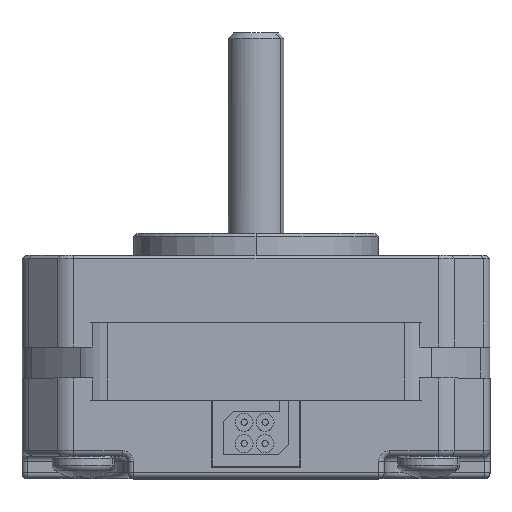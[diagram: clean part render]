
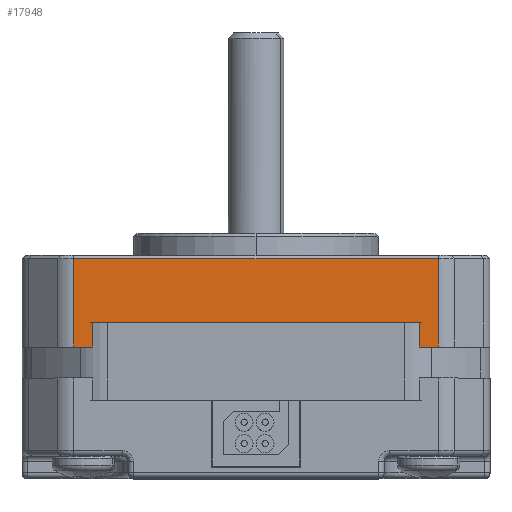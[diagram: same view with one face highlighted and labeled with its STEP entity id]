
A CAD part, top view. The second image highlights one B-rep face of the part: STEP entity #17948.
In plain terms, the highlighted planar face has unit normal (0, 0, 1).
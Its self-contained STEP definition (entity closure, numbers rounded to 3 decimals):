
#182 = ORIENTED_EDGE ( 'NONE', *, *, #13217, .T. ) ;
#318 = CARTESIAN_POINT ( 'NONE',  ( -14.641, 11.78, 21. ) ) ;
#479 = EDGE_CURVE ( 'NONE', #19368, #4911, #6571, .T. ) ;
#521 = DIRECTION ( 'NONE',  ( 0., 1., 0. ) ) ;
#546 = EDGE_CURVE ( 'NONE', #715, #7145, #13783, .T. ) ;
#613 = ORIENTED_EDGE ( 'NONE', *, *, #10660, .T. ) ;
#715 = VERTEX_POINT ( 'NONE', #18637 ) ;
#780 = VECTOR ( 'NONE', #20293, 1000. ) ;
#928 = CARTESIAN_POINT ( 'NONE',  ( 0., 20., 21. ) ) ;
#1524 = CARTESIAN_POINT ( 'NONE',  ( 14.641, 14., 21. ) ) ;
#1774 = CARTESIAN_POINT ( 'NONE',  ( 0., 14., 21. ) ) ;
#1835 = CARTESIAN_POINT ( 'NONE',  ( 16.372, 11.78, 21. ) ) ;
#2652 = LINE ( 'NONE', #1774, #12129 ) ;
#2700 = DIRECTION ( 'NONE',  ( -1., 0., 0. ) ) ;
#3233 = ORIENTED_EDGE ( 'NONE', *, *, #546, .F. ) ;
#3422 = CARTESIAN_POINT ( 'NONE',  ( -16.372, 19.7, 21. ) ) ;
#3948 = ORIENTED_EDGE ( 'NONE', *, *, #479, .T. ) ;
#4072 = CARTESIAN_POINT ( 'NONE',  ( 0., 11.78, 21. ) ) ;
#4076 = CARTESIAN_POINT ( 'NONE',  ( 16.372, 19.7, 21. ) ) ;
#4241 = CARTESIAN_POINT ( 'NONE',  ( -16.372, 20., 21. ) ) ;
#4911 = VERTEX_POINT ( 'NONE', #19906 ) ;
#5783 = VERTEX_POINT ( 'NONE', #1835 ) ;
#6571 = LINE ( 'NONE', #7360, #16034 ) ;
#7064 = DIRECTION ( 'NONE',  ( -1., 0., 0. ) ) ;
#7145 = VERTEX_POINT ( 'NONE', #1524 ) ;
#7348 = EDGE_CURVE ( 'NONE', #5783, #11780, #10441, .T. ) ;
#7360 = CARTESIAN_POINT ( 'NONE',  ( -14.641, 11.78, 21. ) ) ;
#7661 = ORIENTED_EDGE ( 'NONE', *, *, #16382, .T. ) ;
#8490 = VECTOR ( 'NONE', #16567, 1000. ) ;
#9065 = VECTOR ( 'NONE', #20921, 1000. ) ;
#9704 = CARTESIAN_POINT ( 'NONE',  ( 0., 11.78, 21. ) ) ;
#9850 = AXIS2_PLACEMENT_3D ( 'NONE', #928, #13355, #2700 ) ;
#10441 = LINE ( 'NONE', #12933, #15181 ) ;
#10546 = VECTOR ( 'NONE', #16728, 1000. ) ;
#10624 = ORIENTED_EDGE ( 'NONE', *, *, #14624, .T. ) ;
#10660 = EDGE_CURVE ( 'NONE', #20643, #15102, #15294, .T. ) ;
#11780 = VERTEX_POINT ( 'NONE', #4076 ) ;
#11896 = EDGE_LOOP ( 'NONE', ( #19067, #10624, #613, #7661, #3948, #17021, #3233, #182 ) ) ;
#12129 = VECTOR ( 'NONE', #19389, 1000. ) ;
#12933 = CARTESIAN_POINT ( 'NONE',  ( 16.372, 20., 21. ) ) ;
#13052 = EDGE_CURVE ( 'NONE', #4911, #7145, #2652, .T. ) ;
#13197 = LINE ( 'NONE', #4072, #8490 ) ;
#13217 = EDGE_CURVE ( 'NONE', #715, #5783, #13197, .T. ) ;
#13355 = DIRECTION ( 'NONE',  ( 0., 0., -1. ) ) ;
#13613 = VECTOR ( 'NONE', #7064, 1000. ) ;
#13783 = LINE ( 'NONE', #17884, #9065 ) ;
#14624 = EDGE_CURVE ( 'NONE', #11780, #20643, #18338, .T. ) ;
#15102 = VERTEX_POINT ( 'NONE', #22426 ) ;
#15181 = VECTOR ( 'NONE', #521, 1000. ) ;
#15294 = LINE ( 'NONE', #4241, #10546 ) ;
#16034 = VECTOR ( 'NONE', #17969, 1000. ) ;
#16382 = EDGE_CURVE ( 'NONE', #15102, #19368, #19105, .T. ) ;
#16567 = DIRECTION ( 'NONE',  ( 1., 0., 0. ) ) ;
#16728 = DIRECTION ( 'NONE',  ( 0., -1., 0. ) ) ;
#16801 = PLANE ( 'NONE',  #9850 ) ;
#17021 = ORIENTED_EDGE ( 'NONE', *, *, #13052, .T. ) ;
#17884 = CARTESIAN_POINT ( 'NONE',  ( 14.641, 11.78, 21. ) ) ;
#17948 = ADVANCED_FACE ( 'NONE', ( #18432 ), #16801, .F. ) ;
#17969 = DIRECTION ( 'NONE',  ( 0., 1., 0. ) ) ;
#18338 = LINE ( 'NONE', #3422, #13613 ) ;
#18432 = FACE_OUTER_BOUND ( 'NONE', #11896, .T. ) ;
#18637 = CARTESIAN_POINT ( 'NONE',  ( 14.641, 11.78, 21. ) ) ;
#19067 = ORIENTED_EDGE ( 'NONE', *, *, #7348, .T. ) ;
#19105 = LINE ( 'NONE', #9704, #780 ) ;
#19368 = VERTEX_POINT ( 'NONE', #318 ) ;
#19389 = DIRECTION ( 'NONE',  ( 1., 0., 0. ) ) ;
#19577 = CARTESIAN_POINT ( 'NONE',  ( -16.372, 19.7, 21. ) ) ;
#19906 = CARTESIAN_POINT ( 'NONE',  ( -14.641, 14., 21. ) ) ;
#20293 = DIRECTION ( 'NONE',  ( 1., 0., 0. ) ) ;
#20643 = VERTEX_POINT ( 'NONE', #19577 ) ;
#20921 = DIRECTION ( 'NONE',  ( 0., 1., 0. ) ) ;
#22426 = CARTESIAN_POINT ( 'NONE',  ( -16.372, 11.78, 21. ) ) ;
